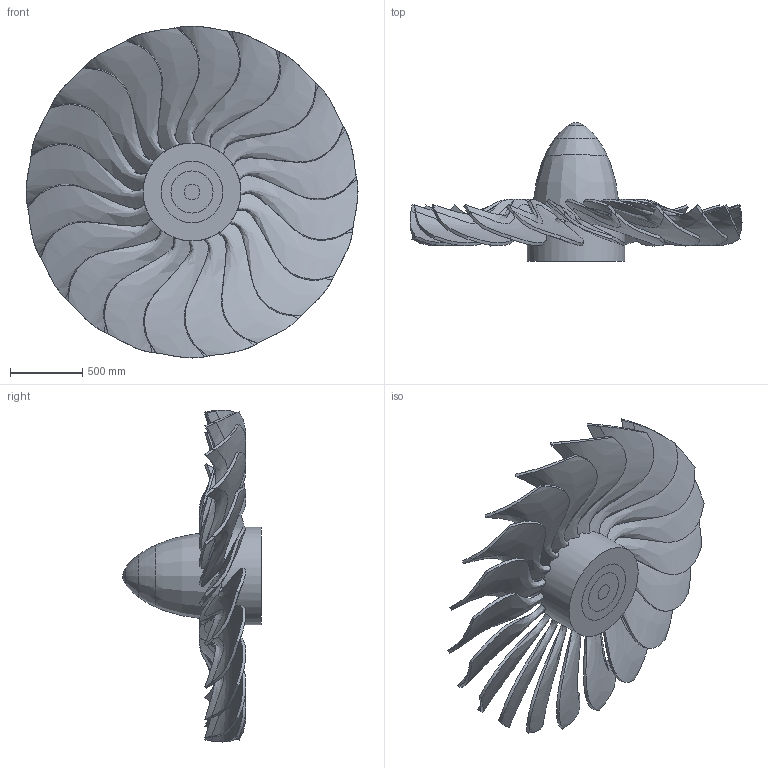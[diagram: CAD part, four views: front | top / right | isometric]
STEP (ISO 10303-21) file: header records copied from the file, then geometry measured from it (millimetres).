
FILE_DESCRIPTION(('FreeCAD Model'),'2;1');
FILE_NAME('Open CASCADE Shape Model','2025-04-17T05:34:49',('FreeCAD'),( 'FreeCAD'),'Open CASCADE STEP processor 7.6','FreeCAD','Unknown');
FILE_SCHEMA(('AUTOMOTIVE_DESIGN { 1 0 10303 214 1 1 1 1 }'));
Products named in the file (1): Open CASCADE STEP translator 7.6 1
Bounding box: 2300.4 x 959.13 x 2300.4 mm (x, y, z)
Volume: 360893824.7 mm3; surface area: 20974690.9 mm2
Topology: 24 solids, 24 shells, 315 faces, 817 edges, 546 vertices
Faces by surface type: bspline 224, plane 64, cylinder 27
Full cylindrical faces by diameter (mm): 109.07 x2, 291.812 x2, 427.538 x2, 678.116 x1
Entity records: 271564 total; most frequent: CARTESIAN_POINT 265738, ORIENTED_EDGE 1632, EDGE_CURVE 816, B_SPLINE_CURVE_WITH_KNOTS 641, VERTEX_POINT 546, DIRECTION 427, FACE_BOUND 318, EDGE_LOOP 318
